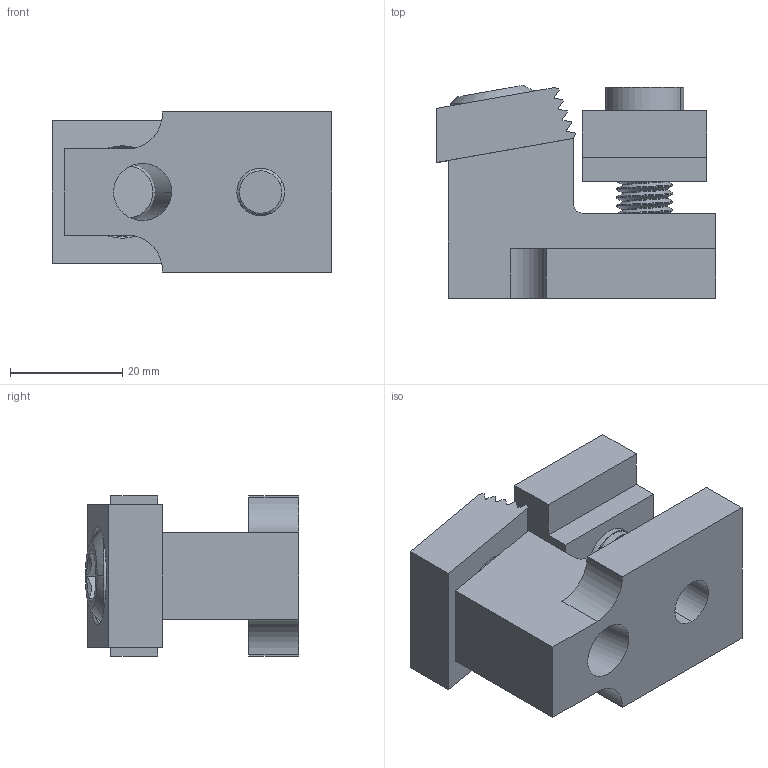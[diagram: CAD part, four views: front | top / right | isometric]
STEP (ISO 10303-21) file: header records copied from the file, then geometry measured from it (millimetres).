
FILE_DESCRIPTION (( 'STEP AP203' ), '1' );
FILE_NAME ('52224.STEP', '2020-06-10T19:01:06', ( 'Marc' ), ( 'Microsoft' ), 'SwSTEP 2.0', 'SolidWorks 2018', '' );
FILE_SCHEMA (( 'CONFIG_CONTROL_DESIGN' ));
Length unit declared in the file: inch
Products named in the file (6): 52224; 112224_default; 21022_default; 21023_M1020M SHCS; 51016_51016; 50372_M1216MM BHSC
Assembly tree (5 placements, depth 2):
  52224
    112224_default
    21022_default
    21023_M1020M SHCS
    51016_51016
    50372_M1216MM BHSC
Bounding box: 49.91 x 38.05 x 28.57 mm (x, y, z)
Volume: 29435 mm3; surface area: 14932.5 mm2
Topology: 5 solids, 5 shells, 192 faces, 500 edges, 324 vertices
Faces by surface type: cylinder 94, plane 67, cone 24, bspline 5, sphere 2
Entity records: 9791 total; most frequent: CARTESIAN_POINT 4874, ORIENTED_EDGE 1000, DIRECTION 792, EDGE_CURVE 500, VERTEX_POINT 324, AXIS2_PLACEMENT_3D 275, LINE 242, VECTOR 242
